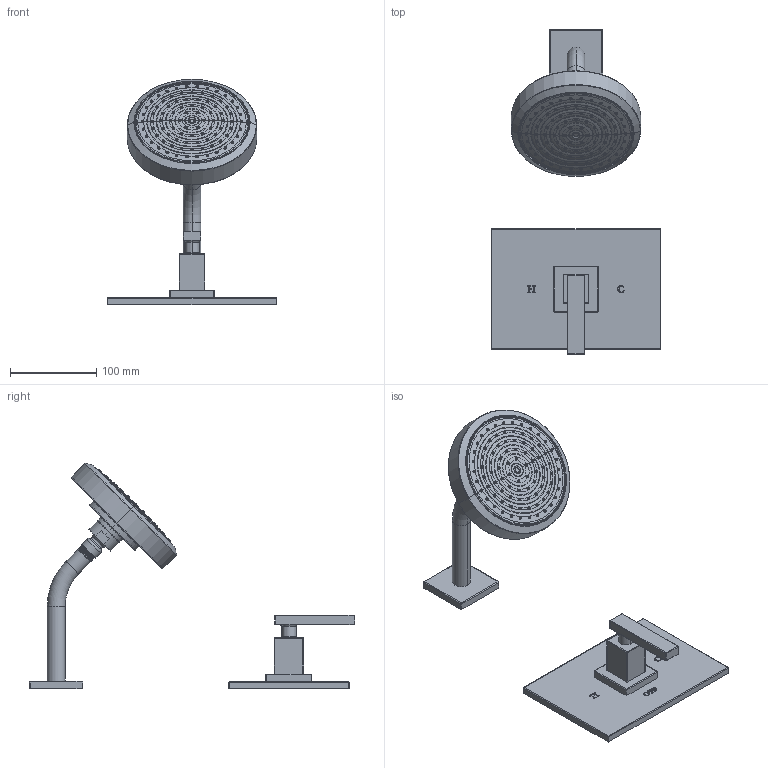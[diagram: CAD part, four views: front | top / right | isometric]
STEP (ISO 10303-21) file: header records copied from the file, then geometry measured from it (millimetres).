
FILE_DESCRIPTION((''),'2;1');
FILE_NAME('3-2044BP','2021-05-28T11:23:56',('jinson.thomas'),(''),'CREO PARAMETRIC BY PTC INC, 2018400','CREO PARAMETRIC BY PTC INC, 2018400','');
FILE_SCHEMA(('CONFIG_CONTROL_DESIGN'));
Length unit declared in the file: inch
Products named in the file (1): 3-2044BP
Bounding box: 196.85 x 377.24 x 261.26 mm (x, y, z)
Volume: 959972.8 mm3; surface area: 150435.2 mm2
Topology: 2 solids, 2 shells, 1173 faces, 3073 edges, 2042 vertices
Faces by surface type: cylinder 256, torus 234, cone 188, extrusion 178, plane 174, sphere 126, bspline 17
Entity records: 46718 total; most frequent: CARTESIAN_POINT 18777, ORIENTED_EDGE 6146, DIRECTION 5227, EDGE_CURVE 3073, VERTEX_POINT 2042, AXIS2_PLACEMENT_3D 2035, EDGE_LOOP 1311, B_SPLINE_CURVE_WITH_KNOTS 1215
